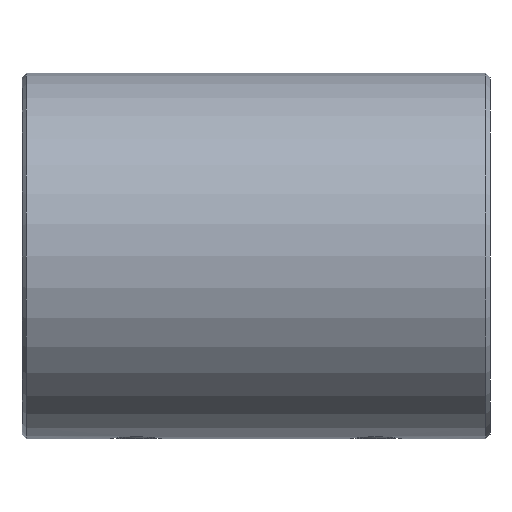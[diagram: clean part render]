
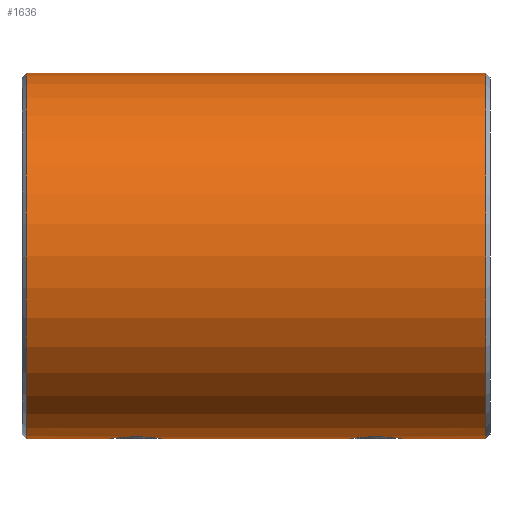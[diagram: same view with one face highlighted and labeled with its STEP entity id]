
A CAD part, front view. The second image highlights one B-rep face of the part: STEP entity #1636.
In plain terms, the highlighted cylindrical face has radius 16 mm (diameter 32 mm), a partial arc.
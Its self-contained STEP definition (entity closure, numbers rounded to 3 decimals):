
#27 = VERTEX_POINT ( 'NONE', #2106 ) ;
#28 = VERTEX_POINT ( 'NONE', #2107 ) ;
#32 = VERTEX_POINT ( 'NONE', #2111 ) ;
#33 = VERTEX_POINT ( 'NONE', #2112 ) ;
#45 = VERTEX_POINT ( 'NONE', #2124 ) ;
#46 = VERTEX_POINT ( 'NONE', #2125 ) ;
#53 = VERTEX_POINT ( 'NONE', #2132 ) ;
#54 = VERTEX_POINT ( 'NONE', #2133 ) ;
#145 = EDGE_LOOP ( 'NONE', ( #305, #306, #307, #308, #309, #310, #311, #312 ) ) ;
#305 = ORIENTED_EDGE ( 'NONE', *, *, #1517, .F. ) ;
#306 = ORIENTED_EDGE ( 'NONE', *, *, #1535, .T. ) ;
#307 = ORIENTED_EDGE ( 'NONE', *, *, #1525, .T. ) ;
#308 = ORIENTED_EDGE ( 'NONE', *, *, #1537, .T. ) ;
#309 = ORIENTED_EDGE ( 'NONE', *, *, #1524, .F. ) ;
#310 = ORIENTED_EDGE ( 'NONE', *, *, #1370, .T. ) ;
#311 = ORIENTED_EDGE ( 'NONE', *, *, #1520, .F. ) ;
#312 = ORIENTED_EDGE ( 'NONE', *, *, #1366, .T. ) ;
#456 = AXIS2_PLACEMENT_3D ( 'NONE', #647, #646, #633 ) ;
#633 = DIRECTION ( 'NONE',  ( 0., 0., 1. ) ) ;
#646 = DIRECTION ( 'NONE',  ( -1., 0., 0. ) ) ;
#647 = CARTESIAN_POINT ( 'NONE',  ( 20.5, 0., 0. ) ) ;
#1318 = B_SPLINE_CURVE_WITH_KNOTS ( 'NONE', 3,
 ( #2225, #2240, #2241, #2242, #2243, #2244, #2245, #2246, #2247, #2248, #2249, #2250, #2251, #2252, #2253, #2254, #2255, #2256 ),
 .UNSPECIFIED., .F., .F.,
 ( 4, 2, 2, 2, 2, 2, 2, 2, 4 ),
 ( 0., 0.062, 0.125, 0.187, 0.25, 0.312, 0.375, 0.437, 0.5 ),
 .UNSPECIFIED. ) ;
#1322 = B_SPLINE_CURVE_WITH_KNOTS ( 'NONE', 3,
 ( #2267, #2281, #2282, #2283, #2284, #2285, #2286, #2287, #2288, #2289, #2290, #2291, #2292, #2293, #2294, #2295, #2296, #2297 ),
 .UNSPECIFIED., .F., .F.,
 ( 4, 2, 2, 2, 2, 2, 2, 2, 4 ),
 ( 0., 0.062, 0.125, 0.187, 0.25, 0.312, 0.375, 0.437, 0.5 ),
 .UNSPECIFIED. ) ;
#1366 = EDGE_CURVE ( 'NONE', #28, #27, #1318, .T. ) ;
#1370 = EDGE_CURVE ( 'NONE', #33, #32, #1322, .T. ) ;
#1517 = EDGE_CURVE ( 'NONE', #45, #27, #2836, .T. ) ;
#1520 = EDGE_CURVE ( 'NONE', #28, #32, #2835, .T. ) ;
#1524 = EDGE_CURVE ( 'NONE', #33, #54, #2845, .T. ) ;
#1525 = EDGE_CURVE ( 'NONE', #46, #53, #2847, .T. ) ;
#1535 = EDGE_CURVE ( 'NONE', #45, #46, #2858, .T. ) ;
#1537 = EDGE_CURVE ( 'NONE', #53, #54, #2860, .T. ) ;
#1616 = AXIS2_PLACEMENT_3D ( 'NONE', #3283, #3284, #3285 ) ;
#1619 = AXIS2_PLACEMENT_3D ( 'NONE', #3237, #3289, #3290 ) ;
#1636 = ADVANCED_FACE ( 'NONE', ( #2943 ), #2949, .T. ) ;
#2106 = CARTESIAN_POINT ( 'NONE',  ( 12.83, 0., -16. ) ) ;
#2107 = CARTESIAN_POINT ( 'NONE',  ( 8.17, 0., -16. ) ) ;
#2111 = CARTESIAN_POINT ( 'NONE',  ( -8.17, 0., -16. ) ) ;
#2112 = CARTESIAN_POINT ( 'NONE',  ( -12.83, 0., -16. ) ) ;
#2124 = CARTESIAN_POINT ( 'NONE',  ( 20.119, 0., -16. ) ) ;
#2125 = CARTESIAN_POINT ( 'NONE',  ( 20.119, 0., 16. ) ) ;
#2132 = CARTESIAN_POINT ( 'NONE',  ( -20.119, 0., 16. ) ) ;
#2133 = CARTESIAN_POINT ( 'NONE',  ( -20.119, 0., -16. ) ) ;
#2225 = CARTESIAN_POINT ( 'NONE',  ( 8.17, 0., -16. ) ) ;
#2240 = CARTESIAN_POINT ( 'NONE',  ( 8.17, -0.311, -16. ) ) ;
#2241 = CARTESIAN_POINT ( 'NONE',  ( 8.23, -0.614, -15.991 ) ) ;
#2242 = CARTESIAN_POINT ( 'NONE',  ( 8.47, -1.202, -15.957 ) ) ;
#2243 = CARTESIAN_POINT ( 'NONE',  ( 8.637, -1.458, -15.935 ) ) ;
#2244 = CARTESIAN_POINT ( 'NONE',  ( 9.069, -1.898, -15.889 ) ) ;
#2245 = CARTESIAN_POINT ( 'NONE',  ( 9.32, -2.068, -15.866 ) ) ;
#2246 = CARTESIAN_POINT ( 'NONE',  ( 9.896, -2.312, -15.833 ) ) ;
#2247 = CARTESIAN_POINT ( 'NONE',  ( 10.193, -2.373, -15.823 ) ) ;
#2248 = CARTESIAN_POINT ( 'NONE',  ( 10.804, -2.373, -15.823 ) ) ;
#2249 = CARTESIAN_POINT ( 'NONE',  ( 11.101, -2.312, -15.832 ) ) ;
#2250 = CARTESIAN_POINT ( 'NONE',  ( 11.68, -2.069, -15.866 ) ) ;
#2251 = CARTESIAN_POINT ( 'NONE',  ( 11.931, -1.899, -15.888 ) ) ;
#2252 = CARTESIAN_POINT ( 'NONE',  ( 12.363, -1.458, -15.935 ) ) ;
#2253 = CARTESIAN_POINT ( 'NONE',  ( 12.531, -1.202, -15.957 ) ) ;
#2254 = CARTESIAN_POINT ( 'NONE',  ( 12.77, -0.617, -15.991 ) ) ;
#2255 = CARTESIAN_POINT ( 'NONE',  ( 12.83, -0.313, -16. ) ) ;
#2256 = CARTESIAN_POINT ( 'NONE',  ( 12.83, 0., -16. ) ) ;
#2267 = CARTESIAN_POINT ( 'NONE',  ( -12.83, 0., -16. ) ) ;
#2281 = CARTESIAN_POINT ( 'NONE',  ( -12.83, -0.311, -16. ) ) ;
#2282 = CARTESIAN_POINT ( 'NONE',  ( -12.77, -0.614, -15.991 ) ) ;
#2283 = CARTESIAN_POINT ( 'NONE',  ( -12.53, -1.202, -15.957 ) ) ;
#2284 = CARTESIAN_POINT ( 'NONE',  ( -12.363, -1.458, -15.935 ) ) ;
#2285 = CARTESIAN_POINT ( 'NONE',  ( -11.931, -1.898, -15.889 ) ) ;
#2286 = CARTESIAN_POINT ( 'NONE',  ( -11.68, -2.068, -15.866 ) ) ;
#2287 = CARTESIAN_POINT ( 'NONE',  ( -11.104, -2.312, -15.833 ) ) ;
#2288 = CARTESIAN_POINT ( 'NONE',  ( -10.807, -2.373, -15.823 ) ) ;
#2289 = CARTESIAN_POINT ( 'NONE',  ( -10.196, -2.373, -15.823 ) ) ;
#2290 = CARTESIAN_POINT ( 'NONE',  ( -9.899, -2.312, -15.832 ) ) ;
#2291 = CARTESIAN_POINT ( 'NONE',  ( -9.32, -2.069, -15.866 ) ) ;
#2292 = CARTESIAN_POINT ( 'NONE',  ( -9.069, -1.899, -15.888 ) ) ;
#2293 = CARTESIAN_POINT ( 'NONE',  ( -8.637, -1.458, -15.935 ) ) ;
#2294 = CARTESIAN_POINT ( 'NONE',  ( -8.469, -1.202, -15.957 ) ) ;
#2295 = CARTESIAN_POINT ( 'NONE',  ( -8.23, -0.617, -15.991 ) ) ;
#2296 = CARTESIAN_POINT ( 'NONE',  ( -8.17, -0.313, -16. ) ) ;
#2297 = CARTESIAN_POINT ( 'NONE',  ( -8.17, 0., -16. ) ) ;
#2834 = VECTOR ( 'NONE', #3137, 1000. ) ;
#2835 = LINE ( 'NONE', #3159, #2837 ) ;
#2836 = LINE ( 'NONE', #3136, #2834 ) ;
#2837 = VECTOR ( 'NONE', #3160, 1000. ) ;
#2845 = LINE ( 'NONE', #3199, #2846 ) ;
#2846 = VECTOR ( 'NONE', #3200, 1000. ) ;
#2847 = LINE ( 'NONE', #3201, #2848 ) ;
#2848 = VECTOR ( 'NONE', #3202, 1000. ) ;
#2858 = CIRCLE ( 'NONE', #1616, 16. ) ;
#2860 = CIRCLE ( 'NONE', #1619, 16. ) ;
#2943 = FACE_OUTER_BOUND ( 'NONE', #145, .T. ) ;
#2949 = CYLINDRICAL_SURFACE ( 'NONE', #456, 16. ) ;
#3136 = CARTESIAN_POINT ( 'NONE',  ( 20.5, 0., -16. ) ) ;
#3137 = DIRECTION ( 'NONE',  ( -1., 0., 0. ) ) ;
#3159 = CARTESIAN_POINT ( 'NONE',  ( 20.5, 0., -16. ) ) ;
#3160 = DIRECTION ( 'NONE',  ( -1., 0., 0. ) ) ;
#3199 = CARTESIAN_POINT ( 'NONE',  ( 20.5, 0., -16. ) ) ;
#3200 = DIRECTION ( 'NONE',  ( -1., 0., 0. ) ) ;
#3201 = CARTESIAN_POINT ( 'NONE',  ( 20.5, 0., 16. ) ) ;
#3202 = DIRECTION ( 'NONE',  ( -1., 0., 0. ) ) ;
#3237 = CARTESIAN_POINT ( 'NONE',  ( -20.119, 0., 0. ) ) ;
#3283 = CARTESIAN_POINT ( 'NONE',  ( 20.119, 0., 0. ) ) ;
#3284 = DIRECTION ( 'NONE',  ( -1., 0., 0. ) ) ;
#3285 = DIRECTION ( 'NONE',  ( 0., 0., -1. ) ) ;
#3289 = DIRECTION ( 'NONE',  ( 1., 0., 0. ) ) ;
#3290 = DIRECTION ( 'NONE',  ( 0., 0., -1. ) ) ;
